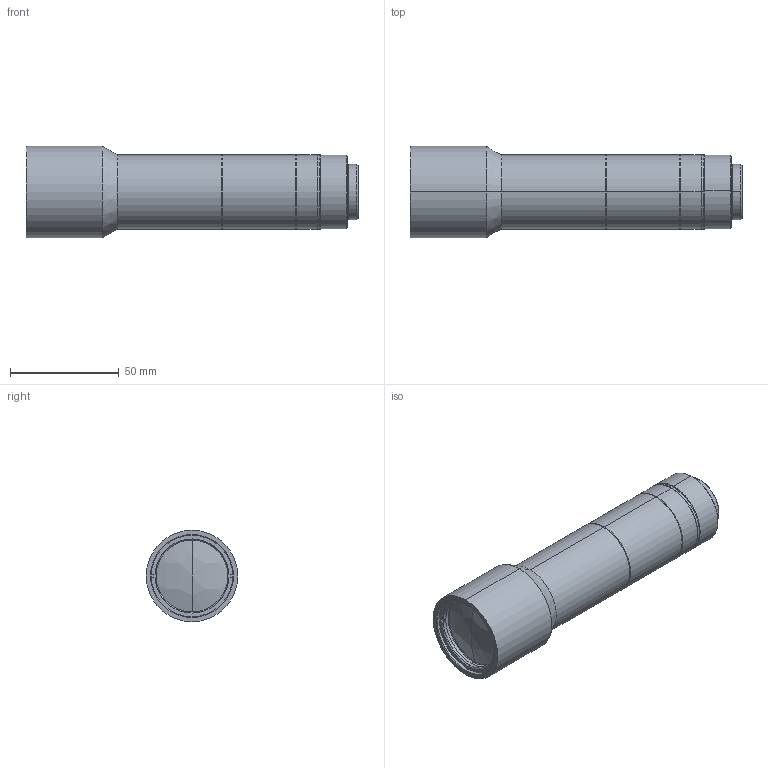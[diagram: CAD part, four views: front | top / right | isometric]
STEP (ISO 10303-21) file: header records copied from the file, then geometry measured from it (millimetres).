
FILE_DESCRIPTION (( 'STEP AP214' ), '1' );
FILE_NAME ('TTL16-25-50C.STEP', '2023-05-12T07:48:42', ( '' ), ( '' ), 'SwSTEP 2.0', 'SolidWorks 2022', '' );
FILE_SCHEMA (( 'AUTOMOTIVE_DESIGN' ));
Length unit declared in the file: millimetre
Products named in the file (1): TTL16-25-50C
Bounding box: 152.49 x 42 x 42 mm (x, y, z)
Volume: 97082.7 mm3; surface area: 48871.3 mm2
Topology: 18 solids, 18 shells, 285 faces, 595 edges, 370 vertices
Faces by surface type: cylinder 116, cone 74, plane 68, bspline 27
Entity records: 11693 total; most frequent: CARTESIAN_POINT 2086, DIRECTION 1438, ORIENTED_EDGE 1190, AXIS2_PLACEMENT_3D 612, EDGE_CURVE 595, VERTEX_POINT 370, CIRCLE 353, EDGE_LOOP 337
